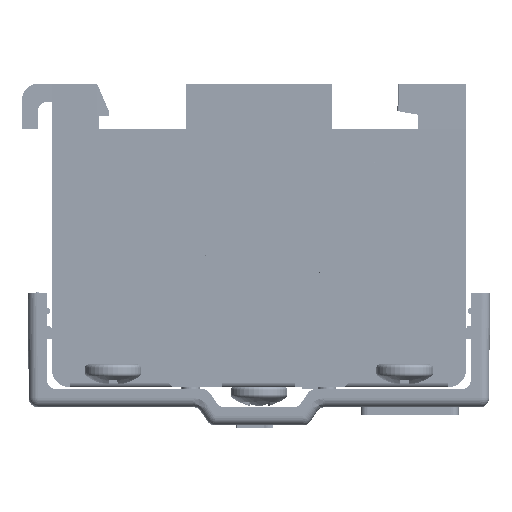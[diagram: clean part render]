
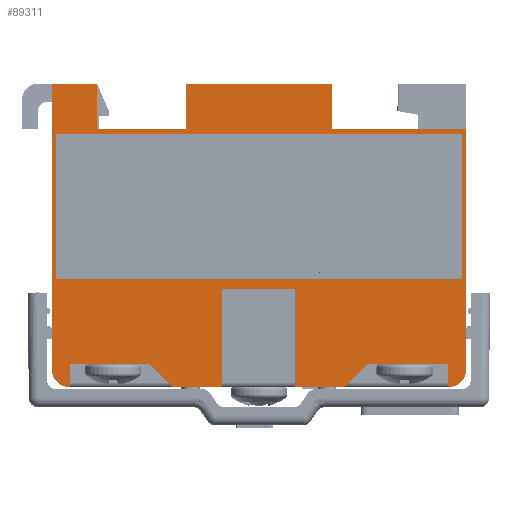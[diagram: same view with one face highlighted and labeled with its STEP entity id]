
A CAD part, left-side view. The second image highlights one B-rep face of the part: STEP entity #89311.
In plain terms, the highlighted face is planar.
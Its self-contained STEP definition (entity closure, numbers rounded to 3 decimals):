
#9301=FACE_OUTER_BOUND('',#14171,.T.);
#14171=EDGE_LOOP('',(#61026,#61027,#61028,#61029,#61030,#61031,#61032,#61033,
#61034,#61035,#61036,#61037,#61038,#61039,#61040,#61041,#61042,#61043,#61044,
#61045,#61046,#61047));
#19411=LINE('',#118630,#28224);
#19439=LINE('',#118742,#28252);
#19644=LINE('',#119440,#28457);
#19648=LINE('',#119452,#28461);
#19784=LINE('',#119740,#28597);
#19806=LINE('',#119787,#28619);
#19807=LINE('',#119789,#28620);
#19808=LINE('',#119791,#28621);
#19809=LINE('',#119793,#28622);
#19810=LINE('',#119795,#28623);
#19811=LINE('',#119799,#28624);
#19812=LINE('',#119801,#28625);
#19813=LINE('',#119802,#28626);
#19814=LINE('',#119804,#28627);
#19815=LINE('',#119806,#28628);
#19816=LINE('',#119808,#28629);
#19817=LINE('',#119810,#28630);
#19818=LINE('',#119811,#28631);
#19819=LINE('',#119813,#28632);
#19820=LINE('',#119814,#28633);
#28224=VECTOR('',#99519,10.);
#28252=VECTOR('',#99607,10.);
#28457=VECTOR('',#100230,10.);
#28461=VECTOR('',#100242,10.);
#28597=VECTOR('',#100448,10.);
#28619=VECTOR('',#100484,10.);
#28620=VECTOR('',#100485,10.);
#28621=VECTOR('',#100486,10.);
#28622=VECTOR('',#100487,10.);
#28623=VECTOR('',#100488,10.);
#28624=VECTOR('',#100491,10.);
#28625=VECTOR('',#100492,10.);
#28626=VECTOR('',#100493,10.);
#28627=VECTOR('',#100494,10.);
#28628=VECTOR('',#100495,10.);
#28629=VECTOR('',#100496,10.);
#28630=VECTOR('',#100497,10.);
#28631=VECTOR('',#100498,10.);
#28632=VECTOR('',#100499,10.);
#28633=VECTOR('',#100500,10.);
#37022=CIRCLE('',#94336,2.);
#37195=CIRCLE('',#94624,2.);
#38477=VERTEX_POINT('',#118618);
#38478=VERTEX_POINT('',#118620);
#38480=VERTEX_POINT('',#118628);
#38533=VERTEX_POINT('',#118739);
#38534=VERTEX_POINT('',#118741);
#38817=VERTEX_POINT('',#119437);
#38818=VERTEX_POINT('',#119439);
#38822=VERTEX_POINT('',#119450);
#38938=VERTEX_POINT('',#119737);
#38939=VERTEX_POINT('',#119739);
#38958=VERTEX_POINT('',#119788);
#38959=VERTEX_POINT('',#119790);
#38960=VERTEX_POINT('',#119792);
#38961=VERTEX_POINT('',#119794);
#38962=VERTEX_POINT('',#119796);
#38963=VERTEX_POINT('',#119798);
#38964=VERTEX_POINT('',#119800);
#38965=VERTEX_POINT('',#119803);
#38966=VERTEX_POINT('',#119805);
#38967=VERTEX_POINT('',#119807);
#38968=VERTEX_POINT('',#119809);
#38969=VERTEX_POINT('',#119812);
#47136=EDGE_CURVE('',#38477,#38478,#37022,.T.);
#47141=EDGE_CURVE('',#38477,#38480,#19411,.T.);
#47196=EDGE_CURVE('',#38533,#38534,#19439,.T.);
#47544=EDGE_CURVE('',#38817,#38818,#19644,.T.);
#47551=EDGE_CURVE('',#38817,#38822,#19648,.T.);
#47693=EDGE_CURVE('',#38939,#38938,#19784,.T.);
#47718=EDGE_CURVE('',#38822,#38939,#19806,.T.);
#47719=EDGE_CURVE('',#38958,#38938,#19807,.T.);
#47720=EDGE_CURVE('',#38959,#38958,#19808,.T.);
#47721=EDGE_CURVE('',#38959,#38960,#19809,.T.);
#47722=EDGE_CURVE('',#38960,#38961,#19810,.T.);
#47723=EDGE_CURVE('',#38962,#38961,#37195,.T.);
#47724=EDGE_CURVE('',#38963,#38962,#19811,.T.);
#47725=EDGE_CURVE('',#38963,#38964,#19812,.T.);
#47726=EDGE_CURVE('',#38964,#38534,#19813,.T.);
#47727=EDGE_CURVE('',#38533,#38965,#19814,.T.);
#47728=EDGE_CURVE('',#38965,#38966,#19815,.T.);
#47729=EDGE_CURVE('',#38966,#38967,#19816,.T.);
#47730=EDGE_CURVE('',#38968,#38967,#19817,.T.);
#47731=EDGE_CURVE('',#38968,#38478,#19818,.T.);
#47732=EDGE_CURVE('',#38480,#38969,#19819,.T.);
#47733=EDGE_CURVE('',#38818,#38969,#19820,.T.);
#61026=ORIENTED_EDGE('',*,*,#47718,.T.);
#61027=ORIENTED_EDGE('',*,*,#47693,.T.);
#61028=ORIENTED_EDGE('',*,*,#47719,.F.);
#61029=ORIENTED_EDGE('',*,*,#47720,.F.);
#61030=ORIENTED_EDGE('',*,*,#47721,.T.);
#61031=ORIENTED_EDGE('',*,*,#47722,.T.);
#61032=ORIENTED_EDGE('',*,*,#47723,.F.);
#61033=ORIENTED_EDGE('',*,*,#47724,.F.);
#61034=ORIENTED_EDGE('',*,*,#47725,.T.);
#61035=ORIENTED_EDGE('',*,*,#47726,.T.);
#61036=ORIENTED_EDGE('',*,*,#47196,.F.);
#61037=ORIENTED_EDGE('',*,*,#47727,.T.);
#61038=ORIENTED_EDGE('',*,*,#47728,.T.);
#61039=ORIENTED_EDGE('',*,*,#47729,.T.);
#61040=ORIENTED_EDGE('',*,*,#47730,.F.);
#61041=ORIENTED_EDGE('',*,*,#47731,.T.);
#61042=ORIENTED_EDGE('',*,*,#47136,.F.);
#61043=ORIENTED_EDGE('',*,*,#47141,.T.);
#61044=ORIENTED_EDGE('',*,*,#47732,.T.);
#61045=ORIENTED_EDGE('',*,*,#47733,.F.);
#61046=ORIENTED_EDGE('',*,*,#47544,.F.);
#61047=ORIENTED_EDGE('',*,*,#47551,.T.);
#86535=PLANE('',#94623);
#89311=ADVANCED_FACE('',(#9301),#86535,.T.);
#94336=AXIS2_PLACEMENT_3D('',#118621,#99509,#99510);
#94623=AXIS2_PLACEMENT_3D('',#119786,#100482,#100483);
#94624=AXIS2_PLACEMENT_3D('',#119797,#100489,#100490);
#99509=DIRECTION('center_axis',(-1.,0.,0.));
#99510=DIRECTION('ref_axis',(0.,-0.707,-0.707));
#99519=DIRECTION('',(0.,0.,1.));
#99607=DIRECTION('',(0.,1.,0.));
#100230=DIRECTION('',(0.,-1.,0.));
#100242=DIRECTION('',(0.,0.,1.));
#100448=DIRECTION('',(0.,0.,-1.));
#100482=DIRECTION('center_axis',(1.,0.,0.));
#100483=DIRECTION('ref_axis',(0.,-1.,0.));
#100484=DIRECTION('',(0.,1.,0.));
#100485=DIRECTION('',(0.,-1.,0.));
#100486=DIRECTION('',(0.,-0.707,-0.707));
#100487=DIRECTION('',(0.,1.,0.));
#100488=DIRECTION('',(0.,0.,-1.));
#100489=DIRECTION('center_axis',(-1.,0.,0.));
#100490=DIRECTION('ref_axis',(0.,0.707,-0.707));
#100491=DIRECTION('',(0.,0.,-1.));
#100492=DIRECTION('',(0.,-1.,0.));
#100493=DIRECTION('',(0.,0.,1.));
#100494=DIRECTION('',(0.,0.,-1.));
#100495=DIRECTION('',(0.,-1.,0.));
#100496=DIRECTION('',(0.,0.,1.));
#100497=DIRECTION('',(0.,1.,0.));
#100498=DIRECTION('',(0.,0.,-1.));
#100499=DIRECTION('',(0.,1.,0.));
#100500=DIRECTION('',(0.,-0.707,0.707));
#118618=CARTESIAN_POINT('',(57.15,-20.75,-33.3));
#118620=CARTESIAN_POINT('',(57.15,-22.75,-31.3));
#118621=CARTESIAN_POINT('Origin',(57.15,-20.75,-31.3));
#118628=CARTESIAN_POINT('',(57.15,-20.75,-30.8));
#118630=CARTESIAN_POINT('',(57.15,-20.75,-16.65));
#118739=CARTESIAN_POINT('',(57.15,-8.025,0.));
#118741=CARTESIAN_POINT('',(57.15,8.025,0.));
#118742=CARTESIAN_POINT('',(57.15,-22.75,0.));
#119437=CARTESIAN_POINT('',(57.15,-4.,-33.3));
#119439=CARTESIAN_POINT('',(57.15,-9.42,-33.3));
#119440=CARTESIAN_POINT('',(57.15,-22.75,-33.3));
#119450=CARTESIAN_POINT('',(57.15,-4.,-22.55));
#119452=CARTESIAN_POINT('',(57.15,-4.,-16.65));
#119737=CARTESIAN_POINT('',(57.15,4.,-33.3));
#119739=CARTESIAN_POINT('',(57.15,4.,-22.55));
#119740=CARTESIAN_POINT('',(57.15,4.,-16.65));
#119786=CARTESIAN_POINT('Origin',(57.15,22.75,0.));
#119787=CARTESIAN_POINT('',(57.15,11.375,-22.55));
#119788=CARTESIAN_POINT('',(57.15,9.42,-33.3));
#119789=CARTESIAN_POINT('',(57.15,-22.75,-33.3));
#119790=CARTESIAN_POINT('',(57.15,11.92,-30.8));
#119791=CARTESIAN_POINT('',(57.15,21.703,-21.018));
#119792=CARTESIAN_POINT('',(57.15,20.75,-30.8));
#119793=CARTESIAN_POINT('',(57.15,19.543,-30.8));
#119794=CARTESIAN_POINT('',(57.15,20.75,-33.3));
#119795=CARTESIAN_POINT('',(57.15,20.75,-16.65));
#119796=CARTESIAN_POINT('',(57.15,22.75,-31.3));
#119797=CARTESIAN_POINT('Origin',(57.15,20.75,-31.3));
#119798=CARTESIAN_POINT('',(57.15,22.75,-5.));
#119799=CARTESIAN_POINT('',(57.15,22.75,0.));
#119800=CARTESIAN_POINT('',(57.15,8.025,-5.));
#119801=CARTESIAN_POINT('',(57.15,18.163,-5.));
#119802=CARTESIAN_POINT('',(57.15,8.025,0.));
#119803=CARTESIAN_POINT('',(57.15,-8.025,-5.));
#119804=CARTESIAN_POINT('',(57.15,-8.025,0.));
#119805=CARTESIAN_POINT('',(57.15,-17.75,-5.));
#119806=CARTESIAN_POINT('',(57.15,5.838,-5.));
#119807=CARTESIAN_POINT('',(57.15,-17.75,0.));
#119808=CARTESIAN_POINT('',(57.15,-17.75,0.));
#119809=CARTESIAN_POINT('',(57.15,-22.75,0.));
#119810=CARTESIAN_POINT('',(57.15,-22.75,0.));
#119811=CARTESIAN_POINT('',(57.15,-22.75,0.));
#119812=CARTESIAN_POINT('',(57.15,-11.92,-30.8));
#119813=CARTESIAN_POINT('',(57.15,3.208,-30.8));
#119814=CARTESIAN_POINT('',(57.15,-10.328,-32.393));
